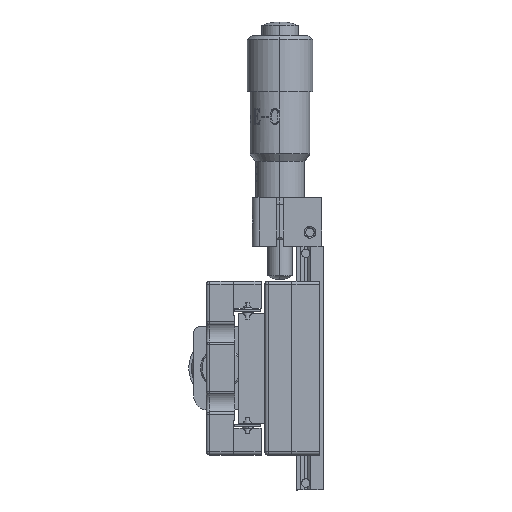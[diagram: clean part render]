
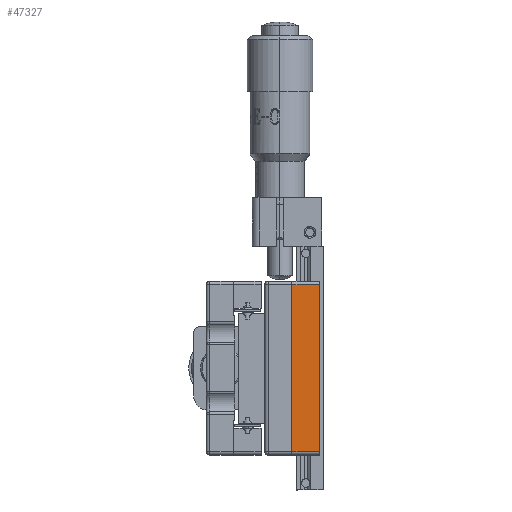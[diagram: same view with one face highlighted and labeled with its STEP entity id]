
A CAD part, left-side view. The second image highlights one B-rep face of the part: STEP entity #47327.
In plain terms, the highlighted planar face has unit normal (-1, 0, 0).
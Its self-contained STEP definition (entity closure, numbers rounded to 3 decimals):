
#263 = LINE ( 'NONE', #36128, #46270 ) ;
#750 = EDGE_CURVE ( 'NONE', #67559, #67866, #263, .T. ) ;
#4949 = ORIENTED_EDGE ( 'NONE', *, *, #750, .T. ) ;
#7326 = LINE ( 'NONE', #33288, #50701 ) ;
#8642 = ORIENTED_EDGE ( 'NONE', *, *, #10263, .T. ) ;
#10263 = EDGE_CURVE ( 'NONE', #45863, #55560, #7326, .T. ) ;
#14158 = CARTESIAN_POINT ( 'NONE',  ( -12.5, 4.5, -12. ) ) ;
#14492 = PLANE ( 'NONE',  #14790 ) ;
#14790 = AXIS2_PLACEMENT_3D ( 'NONE', #58438, #36635, #63211 ) ;
#21965 = CARTESIAN_POINT ( 'NONE',  ( -12.5, 0.5, -18.278 ) ) ;
#22123 = EDGE_LOOP ( 'NONE', ( #29947, #8642, #22981, #4949 ) ) ;
#22981 = ORIENTED_EDGE ( 'NONE', *, *, #47142, .T. ) ;
#23831 = CARTESIAN_POINT ( 'NONE',  ( -12.5, 0.5, -12. ) ) ;
#24640 = LINE ( 'NONE', #21965, #39107 ) ;
#26870 = DIRECTION ( 'NONE',  ( 0., -1., 0. ) ) ;
#27829 = EDGE_CURVE ( 'NONE', #45863, #67866, #67956, .T. ) ;
#29947 = ORIENTED_EDGE ( 'NONE', *, *, #27829, .F. ) ;
#32440 = DIRECTION ( 'NONE',  ( 0., 0., 1. ) ) ;
#33288 = CARTESIAN_POINT ( 'NONE',  ( -12.5, 0.5, -12. ) ) ;
#35671 = DIRECTION ( 'NONE',  ( 0., 0., 1. ) ) ;
#36128 = CARTESIAN_POINT ( 'NONE',  ( -12.5, 0.5, 12. ) ) ;
#36635 = DIRECTION ( 'NONE',  ( 1., 0., 0. ) ) ;
#37380 = VECTOR ( 'NONE', #35671, 1000. ) ;
#39107 = VECTOR ( 'NONE', #32440, 1000. ) ;
#45863 = VERTEX_POINT ( 'NONE', #14158 ) ;
#46270 = VECTOR ( 'NONE', #62937, 1000. ) ;
#47142 = EDGE_CURVE ( 'NONE', #55560, #67559, #24640, .T. ) ;
#47327 = ADVANCED_FACE ( 'NONE', ( #63336 ), #14492, .F. ) ;
#50701 = VECTOR ( 'NONE', #26870, 1000. ) ;
#55560 = VERTEX_POINT ( 'NONE', #23831 ) ;
#58438 = CARTESIAN_POINT ( 'NONE',  ( -12.5, 0.5, -18.278 ) ) ;
#62937 = DIRECTION ( 'NONE',  ( 0., 1., 0. ) ) ;
#63211 = DIRECTION ( 'NONE',  ( 0., 0., -1. ) ) ;
#63336 = FACE_OUTER_BOUND ( 'NONE', #22123, .T. ) ;
#66333 = CARTESIAN_POINT ( 'NONE',  ( -12.5, 4.5, 12. ) ) ;
#67559 = VERTEX_POINT ( 'NONE', #68736 ) ;
#67866 = VERTEX_POINT ( 'NONE', #66333 ) ;
#67956 = LINE ( 'NONE', #69867, #37380 ) ;
#68736 = CARTESIAN_POINT ( 'NONE',  ( -12.5, 0.5, 12. ) ) ;
#69867 = CARTESIAN_POINT ( 'NONE',  ( -12.5, 4.5, -18.278 ) ) ;
